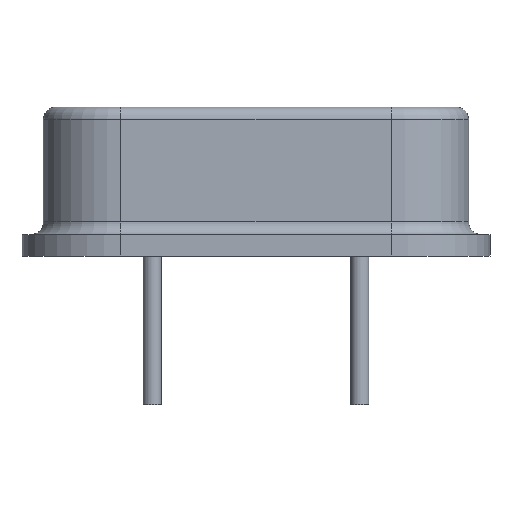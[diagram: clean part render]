
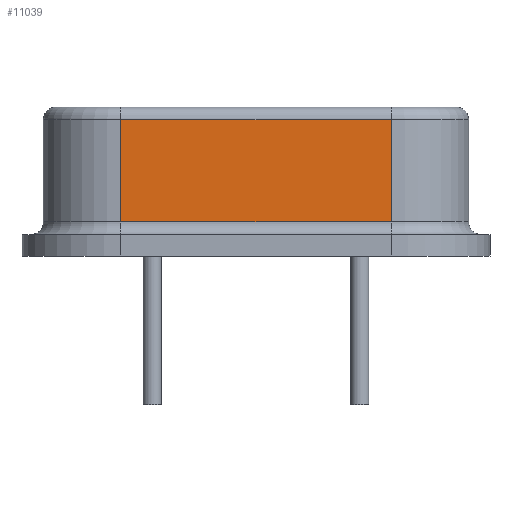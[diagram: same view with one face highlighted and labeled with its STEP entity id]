
A CAD part, front view. The second image highlights one B-rep face of the part: STEP entity #11039.
In plain terms, the highlighted planar face has unit normal (0, -1, 0).
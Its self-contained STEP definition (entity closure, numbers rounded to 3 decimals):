
#610 = VERTEX_POINT ( 'NONE', #3882 ) ;
#648 = CARTESIAN_POINT ( 'NONE',  ( 3.175, -1.825, 17.645 ) ) ;
#824 = CARTESIAN_POINT ( 'NONE',  ( -3.175, -1.825, 0.8 ) ) ;
#1588 = EDGE_CURVE ( 'NONE', #3560, #20104, #9429, .T. ) ;
#1630 = VECTOR ( 'NONE', #14176, 1000. ) ;
#3029 = VECTOR ( 'NONE', #19987, 1000. ) ;
#3318 = DIRECTION ( 'NONE',  ( 1., 0., 0. ) ) ;
#3560 = VERTEX_POINT ( 'NONE', #7840 ) ;
#3882 = CARTESIAN_POINT ( 'NONE',  ( 3.175, -1.825, 0.8 ) ) ;
#4117 = ORIENTED_EDGE ( 'NONE', *, *, #6544, .T. ) ;
#4367 = VECTOR ( 'NONE', #19081, 1000. ) ;
#5264 = FACE_OUTER_BOUND ( 'NONE', #18958, .T. ) ;
#5839 = CARTESIAN_POINT ( 'NONE',  ( -3.175, -1.825, 3.2 ) ) ;
#5938 = CARTESIAN_POINT ( 'NONE',  ( -3.175, -1.825, 17.645 ) ) ;
#6544 = EDGE_CURVE ( 'NONE', #10994, #3560, #15883, .T. ) ;
#6799 = CARTESIAN_POINT ( 'NONE',  ( -3.175, -1.825, 0.8 ) ) ;
#7645 = ORIENTED_EDGE ( 'NONE', *, *, #1588, .T. ) ;
#7840 = CARTESIAN_POINT ( 'NONE',  ( -3.175, -1.825, 3.2 ) ) ;
#9429 = LINE ( 'NONE', #5938, #4367 ) ;
#10994 = VERTEX_POINT ( 'NONE', #13083 ) ;
#11039 = ADVANCED_FACE ( 'NONE', ( #5264 ), #12320, .F. ) ;
#12222 = DIRECTION ( 'NONE',  ( -1., 0., 0. ) ) ;
#12320 = PLANE ( 'NONE',  #17902 ) ;
#12392 = ORIENTED_EDGE ( 'NONE', *, *, #14596, .F. ) ;
#13058 = EDGE_CURVE ( 'NONE', #20104, #610, #17803, .T. ) ;
#13083 = CARTESIAN_POINT ( 'NONE',  ( 3.175, -1.825, 3.2 ) ) ;
#13599 = LINE ( 'NONE', #648, #3029 ) ;
#13868 = VECTOR ( 'NONE', #3318, 1000. ) ;
#14176 = DIRECTION ( 'NONE',  ( -1., 0., 0. ) ) ;
#14596 = EDGE_CURVE ( 'NONE', #10994, #610, #13599, .T. ) ;
#15508 = DIRECTION ( 'NONE',  ( 0., 1., 0. ) ) ;
#15883 = LINE ( 'NONE', #5839, #1630 ) ;
#17803 = LINE ( 'NONE', #6799, #13868 ) ;
#17902 = AXIS2_PLACEMENT_3D ( 'NONE', #20382, #15508, #12222 ) ;
#18958 = EDGE_LOOP ( 'NONE', ( #7645, #19841, #12392, #4117 ) ) ;
#19081 = DIRECTION ( 'NONE',  ( 0., 0., -1. ) ) ;
#19841 = ORIENTED_EDGE ( 'NONE', *, *, #13058, .T. ) ;
#19987 = DIRECTION ( 'NONE',  ( 0., 0., -1. ) ) ;
#20104 = VERTEX_POINT ( 'NONE', #824 ) ;
#20382 = CARTESIAN_POINT ( 'NONE',  ( -3.175, -1.825, 17.645 ) ) ;
